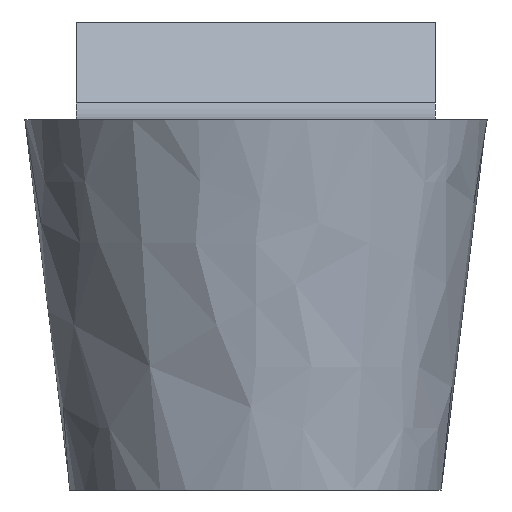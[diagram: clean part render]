
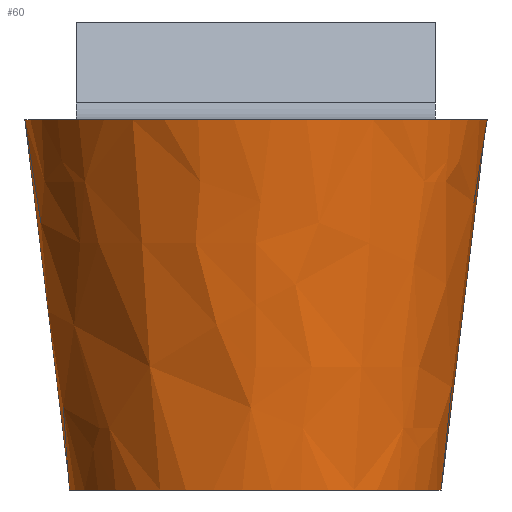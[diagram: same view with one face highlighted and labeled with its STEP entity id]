
A CAD part, front view. The second image highlights one B-rep face of the part: STEP entity #60.
In plain terms, the highlighted free-form (B-spline) face has degree [4, 3] with [11, 4] control points.
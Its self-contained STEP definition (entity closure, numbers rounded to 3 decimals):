
#36=(
BOUNDED_SURFACE()
B_SPLINE_SURFACE(4,3,((#746,#747,#748,#749),(#750,#751,#752,#753),(#754,
#755,#756,#757),(#758,#759,#760,#761),(#762,#763,#764,#765),(#766,#767,
#768,#769),(#770,#771,#772,#773),(#774,#775,#776,#777),(#778,#779,#780,
#781),(#782,#783,#784,#785),(#786,#787,#788,#789)),.UNSPECIFIED.,.F.,.F.,
 .F.)
B_SPLINE_SURFACE_WITH_KNOTS((5,3,3,5),(4,4),(0.,0.333,0.667,
1.),(0.,1.),.UNSPECIFIED.)
GEOMETRIC_REPRESENTATION_ITEM()
RATIONAL_B_SPLINE_SURFACE(((1.003,1.003,1.003,
1.003),(1.003,1.003,1.003,1.003),
(0.988,0.988,0.988,0.988),
(1.003,1.003,1.003,1.003),(1.003,
1.003,1.003,1.003),(0.988,
0.988,0.988,0.988),(1.003,
1.003,1.003,1.003),(1.003,1.003,
1.003,1.003),(0.988,0.988,
0.988,0.988),(1.003,1.003,
1.003,1.003),(1.003,1.003,1.003,
1.003)))
REPRESENTATION_ITEM('')
SURFACE()
);
#39=(
BOUNDED_CURVE()
B_SPLINE_CURVE(3,(#740,#741,#742,#743),.UNSPECIFIED.,.F.,.F.)
B_SPLINE_CURVE_WITH_KNOTS((4,4),(0.,1.),.UNSPECIFIED.)
CURVE()
GEOMETRIC_REPRESENTATION_ITEM()
RATIONAL_B_SPLINE_CURVE((1.003,1.003,1.003,
1.003))
REPRESENTATION_ITEM('')
);
#60=ADVANCED_FACE('',(#93),#36,.F.);
#93=FACE_OUTER_BOUND('',#113,.T.);
#113=EDGE_LOOP('',(#215,#216,#217,#218));
#215=ORIENTED_EDGE('',*,*,#314,.F.);
#216=ORIENTED_EDGE('',*,*,#321,.T.);
#217=ORIENTED_EDGE('',*,*,#295,.F.);
#218=ORIENTED_EDGE('',*,*,#320,.F.);
#258=VERTEX_POINT('',#645);
#259=VERTEX_POINT('',#656);
#266=VERTEX_POINT('',#693);
#267=VERTEX_POINT('',#704);
#295=EDGE_CURVE('',#258,#259,#408,.T.);
#314=EDGE_CURVE('',#266,#267,#410,.T.);
#320=EDGE_CURVE('',#267,#258,#39,.T.);
#321=EDGE_CURVE('',#266,#259,#359,.T.);
#359=LINE('',#745,#396);
#396=VECTOR('',#545,1.);
#408=B_SPLINE_CURVE_WITH_KNOTS('',3,(#646,#647,#648,#649,#650,#651,#652,
#653,#654,#655),.UNSPECIFIED.,.F.,.F.,(4,2,2,2,4),(0.,0.25,0.5,0.75,1.),
 .UNSPECIFIED.);
#410=B_SPLINE_CURVE_WITH_KNOTS('',3,(#694,#695,#696,#697,#698,#699,#700,
#701,#702,#703),.UNSPECIFIED.,.F.,.F.,(4,2,2,2,4),(0.,0.25,0.5,0.75,1.),
 .UNSPECIFIED.);
#545=DIRECTION('',(0.121,-0.011,-0.993));
#645=CARTESIAN_POINT('',(3.203,3.28,-6.389));
#646=CARTESIAN_POINT('',(3.203,3.28,-6.389));
#647=CARTESIAN_POINT('',(3.279,2.416,-6.389));
#648=CARTESIAN_POINT('',(2.96,1.464,-6.389));
#649=CARTESIAN_POINT('',(1.758,0.166,-6.389));
#650=CARTESIAN_POINT('',(0.909,-0.215,-6.389));
#651=CARTESIAN_POINT('',(-0.909,-0.216,-6.389));
#652=CARTESIAN_POINT('',(-1.749,0.156,-6.389));
#653=CARTESIAN_POINT('',(-2.969,1.473,-6.389));
#654=CARTESIAN_POINT('',(-3.278,2.426,-6.389));
#655=CARTESIAN_POINT('',(-3.203,3.28,-6.389));
#656=CARTESIAN_POINT('',(-3.203,3.28,-6.389));
#693=CARTESIAN_POINT('',(-3.985,3.349,0.));
#694=CARTESIAN_POINT('',(-3.985,3.349,0.));
#695=CARTESIAN_POINT('',(-4.079,2.273,0.));
#696=CARTESIAN_POINT('',(-3.683,1.09,0.));
#697=CARTESIAN_POINT('',(-2.186,-0.526,0.));
#698=CARTESIAN_POINT('',(-1.132,-1.,0.));
#699=CARTESIAN_POINT('',(1.132,-1.,0.));
#700=CARTESIAN_POINT('',(2.175,-0.538,0.));
#701=CARTESIAN_POINT('',(3.694,1.102,0.));
#702=CARTESIAN_POINT('',(4.078,2.286,0.));
#703=CARTESIAN_POINT('',(3.985,3.349,0.));
#704=CARTESIAN_POINT('',(3.985,3.349,0.));
#740=CARTESIAN_POINT('',(3.985,3.349,0.));
#741=CARTESIAN_POINT('',(3.724,3.326,-2.13));
#742=CARTESIAN_POINT('',(3.464,3.303,-4.26));
#743=CARTESIAN_POINT('',(3.203,3.28,-6.389));
#745=CARTESIAN_POINT('',(-3.594,3.314,-3.195));
#746=CARTESIAN_POINT('',(-3.985,3.349,0.));
#747=CARTESIAN_POINT('',(-3.724,3.326,-2.13));
#748=CARTESIAN_POINT('',(-3.464,3.303,-4.26));
#749=CARTESIAN_POINT('',(-3.203,3.28,-6.389));
#750=CARTESIAN_POINT('',(-4.076,2.303,0.));
#751=CARTESIAN_POINT('',(-3.81,2.348,-2.13));
#752=CARTESIAN_POINT('',(-3.543,2.394,-4.26));
#753=CARTESIAN_POINT('',(-3.277,2.439,-6.389));
#754=CARTESIAN_POINT('',(-3.808,1.087,0.));
#755=CARTESIAN_POINT('',(-3.559,1.212,-2.13));
#756=CARTESIAN_POINT('',(-3.31,1.338,-4.26));
#757=CARTESIAN_POINT('',(-3.061,1.463,-6.389));
#758=CARTESIAN_POINT('',(-2.994,0.147,0.));
#759=CARTESIAN_POINT('',(-2.798,0.333,-2.13));
#760=CARTESIAN_POINT('',(-2.602,0.52,-4.26));
#761=CARTESIAN_POINT('',(-2.406,0.706,-6.389));
#762=CARTESIAN_POINT('',(-1.206,-0.956,0.));
#763=CARTESIAN_POINT('',(-1.127,-0.697,-2.13));
#764=CARTESIAN_POINT('',(-1.049,-0.438,-4.26));
#765=CARTESIAN_POINT('',(-0.97,-0.18,-6.389));
#766=CARTESIAN_POINT('',(0.,-1.261,0.));
#767=CARTESIAN_POINT('',(0.,-0.983,-2.13));
#768=CARTESIAN_POINT('',(0.,-0.704,-4.26));
#769=CARTESIAN_POINT('',(0.,-0.426,-6.389));
#770=CARTESIAN_POINT('',(1.206,-0.956,0.));
#771=CARTESIAN_POINT('',(1.127,-0.697,-2.13));
#772=CARTESIAN_POINT('',(1.049,-0.438,-4.26));
#773=CARTESIAN_POINT('',(0.97,-0.18,-6.389));
#774=CARTESIAN_POINT('',(2.994,0.147,0.));
#775=CARTESIAN_POINT('',(2.798,0.333,-2.13));
#776=CARTESIAN_POINT('',(2.602,0.52,-4.26));
#777=CARTESIAN_POINT('',(2.406,0.706,-6.389));
#778=CARTESIAN_POINT('',(3.808,1.087,0.));
#779=CARTESIAN_POINT('',(3.559,1.212,-2.13));
#780=CARTESIAN_POINT('',(3.31,1.338,-4.26));
#781=CARTESIAN_POINT('',(3.061,1.463,-6.389));
#782=CARTESIAN_POINT('',(4.076,2.303,0.));
#783=CARTESIAN_POINT('',(3.81,2.348,-2.13));
#784=CARTESIAN_POINT('',(3.543,2.394,-4.26));
#785=CARTESIAN_POINT('',(3.277,2.439,-6.389));
#786=CARTESIAN_POINT('',(3.985,3.349,0.));
#787=CARTESIAN_POINT('',(3.724,3.326,-2.13));
#788=CARTESIAN_POINT('',(3.464,3.303,-4.26));
#789=CARTESIAN_POINT('',(3.203,3.28,-6.389));
